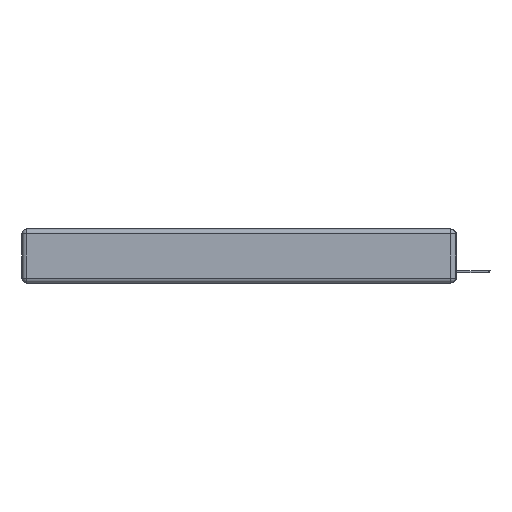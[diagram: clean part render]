
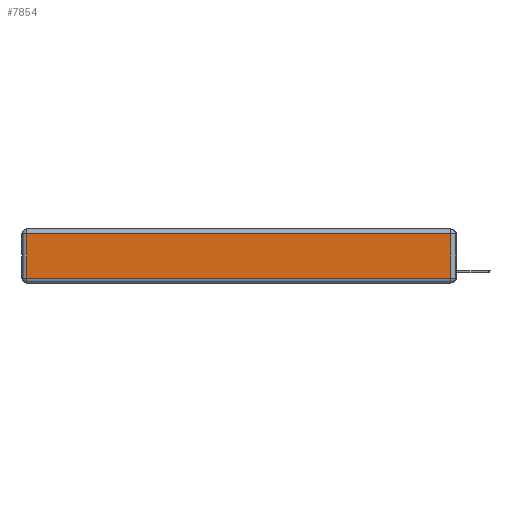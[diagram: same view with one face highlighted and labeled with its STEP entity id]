
A CAD part, left-side view. The second image highlights one B-rep face of the part: STEP entity #7854.
In plain terms, the highlighted planar face has unit normal (-1, 0, 0).
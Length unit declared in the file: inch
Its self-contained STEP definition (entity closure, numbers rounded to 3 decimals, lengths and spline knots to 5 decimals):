
#232 = CARTESIAN_POINT ( 'NONE',  ( 0., 2.72, -0.343 ) ) ;
#434 = EDGE_CURVE ( 'NONE', #1592, #6183, #19413, .T. ) ;
#656 = LINE ( 'NONE', #2114, #19047 ) ;
#928 = VERTEX_POINT ( 'NONE', #16499 ) ;
#1032 = DIRECTION ( 'NONE',  ( 0., 1., 0. ) ) ;
#1592 = VERTEX_POINT ( 'NONE', #8099 ) ;
#2114 = CARTESIAN_POINT ( 'NONE',  ( 0., 0., -0.313 ) ) ;
#2173 = CARTESIAN_POINT ( 'NONE',  ( 0., 0.03, -0.343 ) ) ;
#2477 = FACE_OUTER_BOUND ( 'NONE', #9207, .T. ) ;
#2725 = VERTEX_POINT ( 'NONE', #8308 ) ;
#3342 = LINE ( 'NONE', #232, #15308 ) ;
#4291 = VECTOR ( 'NONE', #1032, 39.37008 ) ;
#5074 = ORIENTED_EDGE ( 'NONE', *, *, #434, .T. ) ;
#6008 = EDGE_CURVE ( 'NONE', #928, #1592, #656, .T. ) ;
#6183 = VERTEX_POINT ( 'NONE', #10892 ) ;
#7854 = ADVANCED_FACE ( 'NONE', ( #2477 ), #18464, .T. ) ;
#8080 = DIRECTION ( 'NONE',  ( 0., 0., -1. ) ) ;
#8099 = CARTESIAN_POINT ( 'NONE',  ( 0., 0.03, -0.313 ) ) ;
#8308 = CARTESIAN_POINT ( 'NONE',  ( 0., 2.72, -0.03 ) ) ;
#8568 = CARTESIAN_POINT ( 'NONE',  ( 0., 2.75, -0.03 ) ) ;
#9207 = EDGE_LOOP ( 'NONE', ( #20019, #5074, #18194, #9873 ) ) ;
#9873 = ORIENTED_EDGE ( 'NONE', *, *, #12210, .T. ) ;
#9938 = AXIS2_PLACEMENT_3D ( 'NONE', #20111, #13723, #10333 ) ;
#10333 = DIRECTION ( 'NONE',  ( 0., 0., 1. ) ) ;
#10816 = EDGE_CURVE ( 'NONE', #6183, #2725, #13527, .T. ) ;
#10892 = CARTESIAN_POINT ( 'NONE',  ( 0., 0.03, -0.03 ) ) ;
#12210 = EDGE_CURVE ( 'NONE', #2725, #928, #3342, .T. ) ;
#13527 = LINE ( 'NONE', #8568, #4291 ) ;
#13723 = DIRECTION ( 'NONE',  ( -1., 0., 0. ) ) ;
#14611 = DIRECTION ( 'NONE',  ( 0., -1., 0. ) ) ;
#15308 = VECTOR ( 'NONE', #8080, 39.37008 ) ;
#15935 = VECTOR ( 'NONE', #16730, 39.37008 ) ;
#16499 = CARTESIAN_POINT ( 'NONE',  ( 0., 2.72, -0.313 ) ) ;
#16730 = DIRECTION ( 'NONE',  ( 0., 0., 1. ) ) ;
#18194 = ORIENTED_EDGE ( 'NONE', *, *, #10816, .T. ) ;
#18464 = PLANE ( 'NONE',  #9938 ) ;
#19047 = VECTOR ( 'NONE', #14611, 39.37008 ) ;
#19413 = LINE ( 'NONE', #2173, #15935 ) ;
#20019 = ORIENTED_EDGE ( 'NONE', *, *, #6008, .T. ) ;
#20111 = CARTESIAN_POINT ( 'NONE',  ( 0., 0., -0.343 ) ) ;
